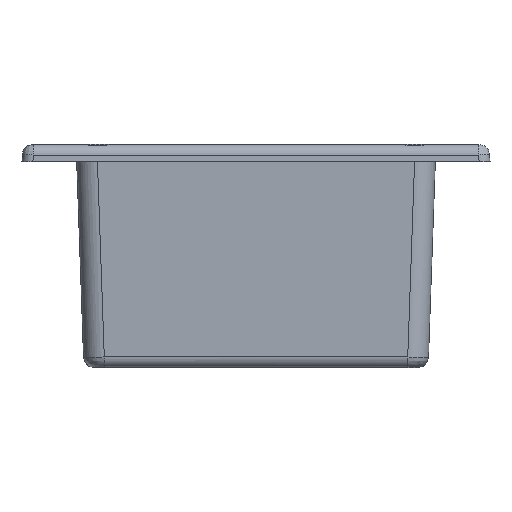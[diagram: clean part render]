
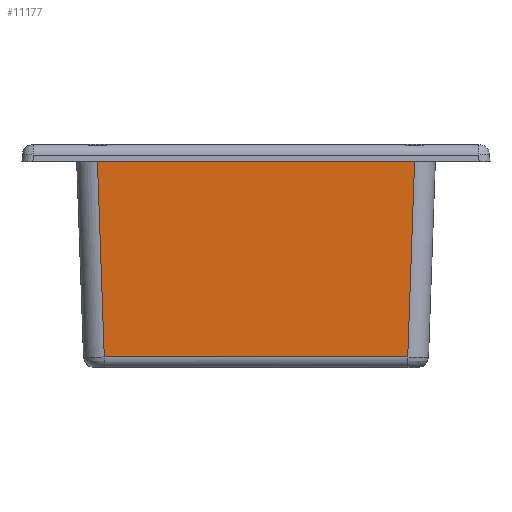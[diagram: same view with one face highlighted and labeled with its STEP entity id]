
A CAD part, left-side view. The second image highlights one B-rep face of the part: STEP entity #11177.
In plain terms, the highlighted planar face has unit normal (-0.999, 0, -0.035).
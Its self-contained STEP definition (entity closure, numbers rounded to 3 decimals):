
#85 = CARTESIAN_POINT ( 'NONE',  ( -4885.807, -3968.871, -44.587 ) ) ;
#154 = VECTOR ( 'NONE', #7225, 1000. ) ;
#442 = CARTESIAN_POINT ( 'NONE',  ( -4887.364, -3948.371, 0. ) ) ;
#713 = CARTESIAN_POINT ( 'NONE',  ( -4887.364, -3953.118, 0. ) ) ;
#760 = CARTESIAN_POINT ( 'NONE',  ( -4887.364, -4025.624, 0. ) ) ;
#820 = ORIENTED_EDGE ( 'NONE', *, *, #11752, .T. ) ;
#1227 = VERTEX_POINT ( 'NONE', #9499 ) ;
#1420 = PLANE ( 'NONE',  #3543 ) ;
#1467 = DIRECTION ( 'NONE',  ( -0.035, 0., 0.999 ) ) ;
#2090 = VECTOR ( 'NONE', #9775, 1000. ) ;
#2528 = VERTEX_POINT ( 'NONE', #10145 ) ;
#3543 = AXIS2_PLACEMENT_3D ( 'NONE', #442, #7581, #1467 ) ;
#3682 = CARTESIAN_POINT ( 'NONE',  ( -4887.364, -3948.371, 0. ) ) ;
#4116 = DIRECTION ( 'NONE',  ( -0.035, -0.035, 0.999 ) ) ;
#4211 = VERTEX_POINT ( 'NONE', #4811 ) ;
#4811 = CARTESIAN_POINT ( 'NONE',  ( -4885.807, -4024.067, -44.587 ) ) ;
#5130 = LINE ( 'NONE', #3682, #2090 ) ;
#5199 = VECTOR ( 'NONE', #12910, 1000. ) ;
#5472 = ORIENTED_EDGE ( 'NONE', *, *, #7531, .T. ) ;
#7023 = LINE ( 'NONE', #85, #154 ) ;
#7143 = CARTESIAN_POINT ( 'NONE',  ( -4885.807, -4024.067, -44.587 ) ) ;
#7225 = DIRECTION ( 'NONE',  ( 0., 1., 0. ) ) ;
#7531 = EDGE_CURVE ( 'NONE', #1227, #2528, #10915, .T. ) ;
#7581 = DIRECTION ( 'NONE',  ( -0.999, 0., -0.035 ) ) ;
#9456 = ORIENTED_EDGE ( 'NONE', *, *, #11817, .F. ) ;
#9499 = CARTESIAN_POINT ( 'NONE',  ( -4887.364, -3953.118, 0. ) ) ;
#9775 = DIRECTION ( 'NONE',  ( 0., 1., 0. ) ) ;
#10095 = VERTEX_POINT ( 'NONE', #760 ) ;
#10145 = CARTESIAN_POINT ( 'NONE',  ( -4885.807, -3954.675, -44.587 ) ) ;
#10658 = EDGE_CURVE ( 'NONE', #10095, #1227, #5130, .T. ) ;
#10915 = LINE ( 'NONE', #713, #5199 ) ;
#10970 = ORIENTED_EDGE ( 'NONE', *, *, #10658, .T. ) ;
#11177 = ADVANCED_FACE ( 'NONE', ( #12115 ), #1420, .T. ) ;
#11357 = EDGE_LOOP ( 'NONE', ( #10970, #5472, #9456, #820 ) ) ;
#11752 = EDGE_CURVE ( 'NONE', #4211, #10095, #12734, .T. ) ;
#11817 = EDGE_CURVE ( 'NONE', #4211, #2528, #7023, .T. ) ;
#12115 = FACE_OUTER_BOUND ( 'NONE', #11357, .T. ) ;
#12734 = LINE ( 'NONE', #7143, #13055 ) ;
#12910 = DIRECTION ( 'NONE',  ( 0.035, -0.035, -0.999 ) ) ;
#13055 = VECTOR ( 'NONE', #4116, 1000. ) ;
